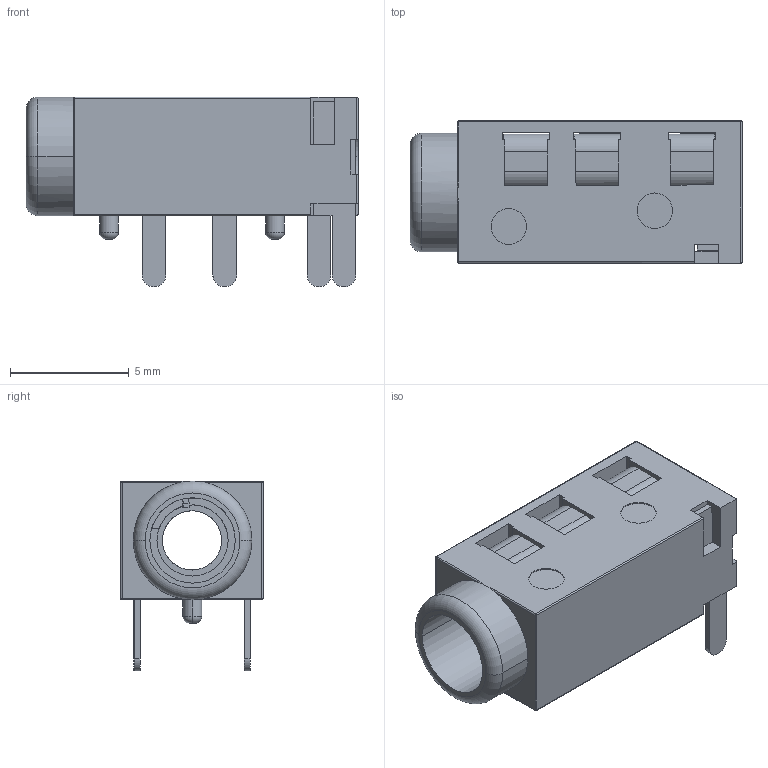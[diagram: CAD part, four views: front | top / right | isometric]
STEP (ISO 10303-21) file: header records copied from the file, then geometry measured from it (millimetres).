
FILE_DESCRIPTION (( 'STEP AP214' ), '1' );
FILE_NAME ('PJ320A.STEP', '2021-03-06T16:22:17', ( 'XS' ), ( 'DK' ), 'SwSTEP 2.0', 'SolidWorks 2018', '' );
FILE_SCHEMA (( 'AUTOMOTIVE_DESIGN' ));
Length unit declared in the file: millimetre
Products named in the file (4): PJ320A; PJ320A-Pin-B; PJ320A-Pin
Assembly tree (5 placements, depth 2):
  PJ320A
    PJ320A
    PJ320A-Pin  x3
    PJ320A-Pin-B
Bounding box: 14 x 6 x 8 mm (x, y, z)
Volume: 265.9 mm3; surface area: 691.8 mm2
Topology: 5 solids, 5 shells, 215 faces, 555 edges, 336 vertices
Faces by surface type: plane 149, cylinder 51, torus 6, sphere 5, bspline 4
Entity records: 5309 total; most frequent: CARTESIAN_POINT 1014, ORIENTED_EDGE 880, DIRECTION 852, EDGE_CURVE 440, VECTOR 328, LINE 328, VERTEX_POINT 276, AXIS2_PLACEMENT_3D 262
